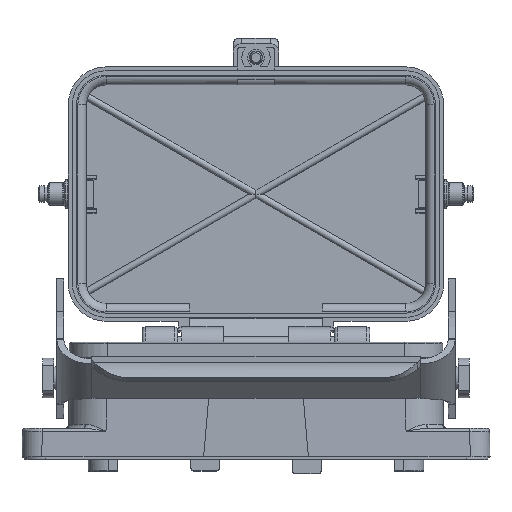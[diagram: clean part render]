
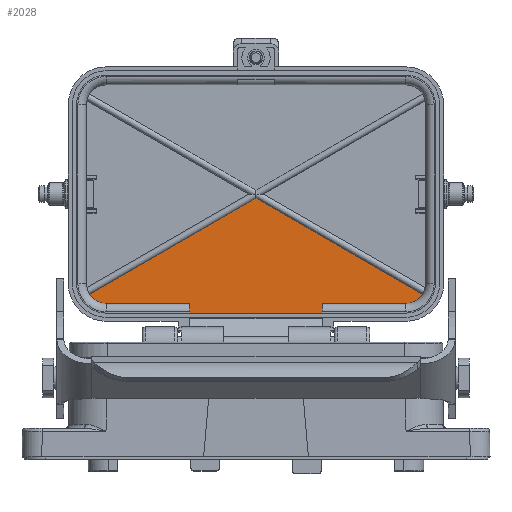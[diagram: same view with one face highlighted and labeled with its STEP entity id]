
A CAD part, top view. The second image highlights one B-rep face of the part: STEP entity #2028.
In plain terms, the highlighted planar face has unit normal (0, 0, 1).
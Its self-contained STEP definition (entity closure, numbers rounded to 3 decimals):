
#758=PLANE('',#19040);
#2028=ADVANCED_FACE('1080',(#3265),#758,.T.);
#3265=FACE_OUTER_BOUND('',#4352,.T.);
#4352=EDGE_LOOP('',(#9825,#9826,#9827,#9828,#9829,#9830,#9831,#9832,#9833));
#5199=CIRCLE('',#19038,7.05);
#5200=CIRCLE('',#19039,7.05);
#9825=ORIENTED_EDGE('',*,*,#14163,.F.);
#9826=ORIENTED_EDGE('',*,*,#14164,.F.);
#9827=ORIENTED_EDGE('',*,*,#14165,.F.);
#9828=ORIENTED_EDGE('',*,*,#14166,.F.);
#9829=ORIENTED_EDGE('',*,*,#14167,.F.);
#9830=ORIENTED_EDGE('',*,*,#14168,.T.);
#9831=ORIENTED_EDGE('',*,*,#14142,.T.);
#9832=ORIENTED_EDGE('',*,*,#14162,.T.);
#9833=ORIENTED_EDGE('',*,*,#14169,.F.);
#11713=VERTEX_POINT('',#34707);
#11714=VERTEX_POINT('',#34709);
#11730=VERTEX_POINT('',#34746);
#11731=VERTEX_POINT('',#34750);
#11732=VERTEX_POINT('',#34751);
#11733=VERTEX_POINT('',#34753);
#11734=VERTEX_POINT('',#34755);
#11735=VERTEX_POINT('',#34757);
#11736=VERTEX_POINT('',#34759);
#14142=EDGE_CURVE('3061',#11714,#11713,#15715,.T.);
#14162=EDGE_CURVE('3078',#11713,#11730,#15728,.T.);
#14163=EDGE_CURVE('2837',#11731,#11732,#5199,.T.);
#14164=EDGE_CURVE('2835',#11733,#11731,#15729,.T.);
#14165=EDGE_CURVE('2845',#11734,#11733,#15730,.T.);
#14166=EDGE_CURVE('2848',#11735,#11734,#5200,.T.);
#14167=EDGE_CURVE('3075',#11736,#11735,#15731,.T.);
#14168=EDGE_CURVE('3079',#11736,#11714,#15732,.T.);
#14169=EDGE_CURVE('3074',#11732,#11730,#15733,.T.);
#15715=LINE('',#34708,#17220);
#15728=LINE('',#34747,#17233);
#15729=LINE('',#34752,#17234);
#15730=LINE('',#34754,#17235);
#15731=LINE('',#34758,#17236);
#15732=LINE('',#34760,#17237);
#15733=LINE('',#34761,#17238);
#17220=VECTOR('',#23816,1.);
#17233=VECTOR('',#23847,1.);
#17234=VECTOR('',#23852,1.);
#17235=VECTOR('',#23853,1.);
#17236=VECTOR('',#23856,1.);
#17237=VECTOR('',#23857,1.);
#17238=VECTOR('',#23858,1.);
#19038=AXIS2_PLACEMENT_3D('',#34749,#23850,#23851);
#19039=AXIS2_PLACEMENT_3D('',#34756,#23854,#23855);
#19040=AXIS2_PLACEMENT_3D('',#34762,#23859,#23860);
#23816=DIRECTION('',(1.,0.,0.));
#23847=DIRECTION('',(0.,1.,0.));
#23850=DIRECTION('',(0.,0.,-1.));
#23851=DIRECTION('',(0.839,-0.543,0.));
#23852=DIRECTION('',(0.866,-0.5,0.));
#23853=DIRECTION('',(0.866,0.5,0.));
#23854=DIRECTION('',(0.,0.,-1.));
#23855=DIRECTION('',(0.,-1.,0.));
#23856=DIRECTION('',(-1.,0.,0.));
#23857=DIRECTION('',(0.,-1.,0.));
#23858=DIRECTION('',(-1.,0.,0.));
#23859=DIRECTION('',(0.,0.,1.));
#23860=DIRECTION('',(1.,0.,0.));
#34707=CARTESIAN_POINT('',(23.5,50.9,-66.649));
#34708=CARTESIAN_POINT('',(-23.5,50.9,-66.649));
#34709=CARTESIAN_POINT('',(-23.5,50.9,-66.649));
#34746=CARTESIAN_POINT('',(23.5,54.35,-66.649));
#34747=CARTESIAN_POINT('',(23.5,50.9,-66.649));
#34749=CARTESIAN_POINT('',(52.95,61.4,-66.649));
#34750=CARTESIAN_POINT('',(58.868,57.569,-66.649));
#34751=CARTESIAN_POINT('',(52.95,54.35,-66.649));
#34752=CARTESIAN_POINT('',(0.,91.557,-66.649));
#34753=CARTESIAN_POINT('',(0.,91.557,-66.649));
#34754=CARTESIAN_POINT('',(-58.868,57.569,-66.649));
#34755=CARTESIAN_POINT('',(-58.868,57.569,-66.649));
#34756=CARTESIAN_POINT('',(-52.95,61.4,-66.649));
#34757=CARTESIAN_POINT('',(-52.95,54.35,-66.649));
#34758=CARTESIAN_POINT('',(-23.5,54.35,-66.649));
#34759=CARTESIAN_POINT('',(-23.5,54.35,-66.649));
#34760=CARTESIAN_POINT('',(-23.5,54.35,-66.649));
#34761=CARTESIAN_POINT('',(52.95,54.35,-66.649));
#34762=CARTESIAN_POINT('',(0.,93.,-66.649));
